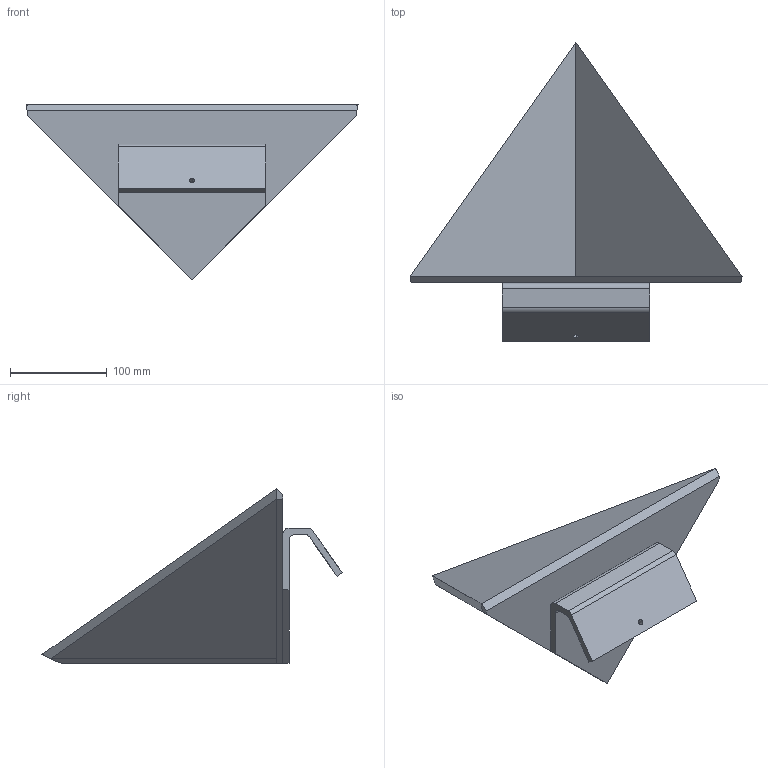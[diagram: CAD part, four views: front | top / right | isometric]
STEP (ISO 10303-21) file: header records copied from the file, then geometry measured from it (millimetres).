
FILE_DESCRIPTION (( 'STEP AP203' ), '1' );
FILE_NAME ('SAJ-135-S1.STEP', '2018-03-14T00:26:56', ( '' ), ( '' ), 'SwSTEP 2.0', 'SolidWorks 2016', '' );
FILE_SCHEMA (( 'CONFIG_CONTROL_DESIGN' ));
Length unit declared in the file: inch
Products named in the file (1): SAJ-135-S1
Bounding box: 342.9 x 309.93 x 180.43 mm (x, y, z)
Volume: 739226.6 mm3; surface area: 254450.9 mm2
Topology: 4 solids, 4 shells, 35 faces, 81 edges, 54 vertices
Faces by surface type: plane 29, cylinder 6
Entity records: 1064 total; most frequent: CARTESIAN_POINT 171, DIRECTION 165, ORIENTED_EDGE 162, EDGE_CURVE 81, LINE 69, VECTOR 69, VERTEX_POINT 54, AXIS2_PLACEMENT_3D 48
